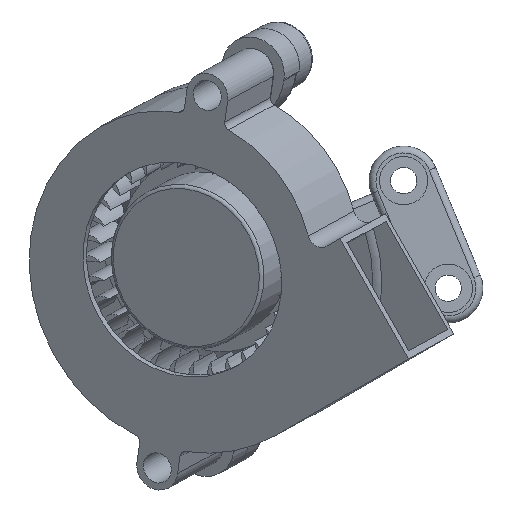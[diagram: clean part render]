
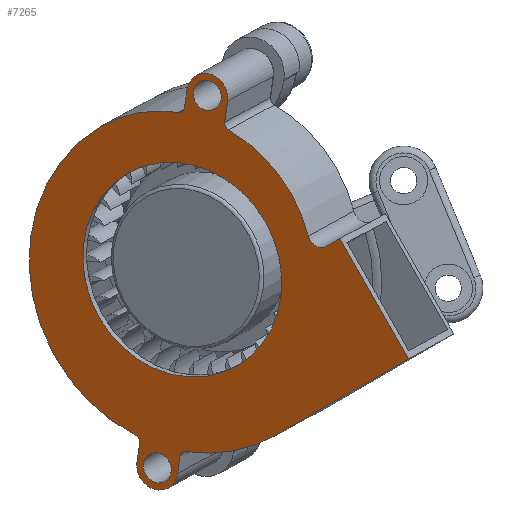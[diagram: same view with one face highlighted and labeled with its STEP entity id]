
A CAD part, front view. The second image highlights one B-rep face of the part: STEP entity #7265.
In plain terms, the highlighted face is planar.
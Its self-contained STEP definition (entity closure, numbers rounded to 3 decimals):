
#230=FACE_BOUND('',#1234,.T.);
#231=FACE_BOUND('',#1235,.T.);
#232=FACE_BOUND('',#1236,.T.);
#392=PLANE('',#8276);
#800=FACE_OUTER_BOUND('',#1233,.T.);
#1233=EDGE_LOOP('',(#6643,#6644,#6645,#6646,#6647,#6648,#6649,#6650,#6651,
#6652,#6653,#6654,#6655,#6656,#6657,#6658,#6659,#6660));
#1234=EDGE_LOOP('',(#6661,#6662));
#1235=EDGE_LOOP('',(#6663,#6664));
#1236=EDGE_LOOP('',(#6665,#6666));
#1636=LINE('',#14014,#2051);
#1640=LINE('',#14028,#2055);
#1641=LINE('',#14031,#2056);
#1644=LINE('',#14041,#2059);
#1646=LINE('',#14045,#2061);
#1649=LINE('',#14050,#2064);
#1653=LINE('',#14061,#2068);
#2051=VECTOR('',#10606,1000.);
#2055=VECTOR('',#10624,1000.);
#2056=VECTOR('',#10627,1000.);
#2059=VECTOR('',#10640,1000.);
#2061=VECTOR('',#10644,1000.);
#2064=VECTOR('',#10649,1000.);
#2068=VECTOR('',#10663,1000.);
#2626=CIRCLE('',#8229,2.25);
#2627=CIRCLE('',#8230,2.25);
#2628=CIRCLE('',#8232,2.25);
#2629=CIRCLE('',#8233,2.25);
#2630=CIRCLE('',#8235,22.068);
#2631=CIRCLE('',#8237,3.3);
#2632=CIRCLE('',#8239,1.);
#2635=CIRCLE('',#8243,16.);
#2636=CIRCLE('',#8244,16.);
#2640=CIRCLE('',#8254,3.3);
#2641=CIRCLE('',#8257,25.65);
#2642=CIRCLE('',#8259,22.068);
#2643=CIRCLE('',#8261,1.);
#2644=CIRCLE('',#8265,1.);
#2645=CIRCLE('',#8267,2.);
#2646=CIRCLE('',#8272,25.65);
#2647=CIRCLE('',#8274,1.);
#3331=VERTEX_POINT('',#13946);
#3332=VERTEX_POINT('',#13948);
#3333=VERTEX_POINT('',#13952);
#3334=VERTEX_POINT('',#13954);
#3335=VERTEX_POINT('',#13958);
#3336=VERTEX_POINT('',#13960);
#3337=VERTEX_POINT('',#13964);
#3338=VERTEX_POINT('',#13966);
#3339=VERTEX_POINT('',#13970);
#3340=VERTEX_POINT('',#13972);
#3343=VERTEX_POINT('',#13980);
#3344=VERTEX_POINT('',#13982);
#3351=VERTEX_POINT('',#14008);
#3352=VERTEX_POINT('',#14009);
#3353=VERTEX_POINT('',#14016);
#3354=VERTEX_POINT('',#14020);
#3355=VERTEX_POINT('',#14024);
#3356=VERTEX_POINT('',#14030);
#3357=VERTEX_POINT('',#14036);
#3358=VERTEX_POINT('',#14040);
#3359=VERTEX_POINT('',#14044);
#3360=VERTEX_POINT('',#14049);
#3361=VERTEX_POINT('',#14053);
#3362=VERTEX_POINT('',#14057);
#4409=EDGE_CURVE('',#3331,#3332,#2626,.T.);
#4410=EDGE_CURVE('',#3332,#3331,#2627,.T.);
#4412=EDGE_CURVE('',#3333,#3334,#2628,.T.);
#4413=EDGE_CURVE('',#3334,#3333,#2629,.T.);
#4415=EDGE_CURVE('',#3336,#3335,#2630,.T.);
#4418=EDGE_CURVE('',#3338,#3337,#2631,.T.);
#4421=EDGE_CURVE('',#3340,#3339,#2632,.T.);
#4426=EDGE_CURVE('',#3343,#3344,#2635,.T.);
#4427=EDGE_CURVE('',#3344,#3343,#2636,.T.);
#4439=EDGE_CURVE('',#3351,#3352,#2640,.T.);
#4442=EDGE_CURVE('',#3339,#3351,#1636,.T.);
#4443=EDGE_CURVE('',#3353,#3340,#2641,.T.);
#4445=EDGE_CURVE('',#3354,#3353,#2642,.T.);
#4447=EDGE_CURVE('',#3355,#3354,#2643,.T.);
#4449=EDGE_CURVE('',#3337,#3355,#1640,.T.);
#4450=EDGE_CURVE('',#3356,#3338,#1641,.T.);
#4452=EDGE_CURVE('',#3335,#3356,#2644,.T.);
#4453=EDGE_CURVE('',#3357,#3336,#2645,.T.);
#4455=EDGE_CURVE('',#3358,#3357,#1644,.T.);
#4457=EDGE_CURVE('',#3359,#3358,#1646,.T.);
#4460=EDGE_CURVE('',#3360,#3359,#1649,.T.);
#4462=EDGE_CURVE('',#3361,#3360,#2646,.T.);
#4464=EDGE_CURVE('',#3362,#3361,#2647,.T.);
#4466=EDGE_CURVE('',#3352,#3362,#1653,.T.);
#6643=ORIENTED_EDGE('',*,*,#4439,.T.);
#6644=ORIENTED_EDGE('',*,*,#4466,.T.);
#6645=ORIENTED_EDGE('',*,*,#4464,.T.);
#6646=ORIENTED_EDGE('',*,*,#4462,.T.);
#6647=ORIENTED_EDGE('',*,*,#4460,.T.);
#6648=ORIENTED_EDGE('',*,*,#4457,.T.);
#6649=ORIENTED_EDGE('',*,*,#4455,.T.);
#6650=ORIENTED_EDGE('',*,*,#4453,.T.);
#6651=ORIENTED_EDGE('',*,*,#4415,.T.);
#6652=ORIENTED_EDGE('',*,*,#4452,.T.);
#6653=ORIENTED_EDGE('',*,*,#4450,.T.);
#6654=ORIENTED_EDGE('',*,*,#4418,.T.);
#6655=ORIENTED_EDGE('',*,*,#4449,.T.);
#6656=ORIENTED_EDGE('',*,*,#4447,.T.);
#6657=ORIENTED_EDGE('',*,*,#4445,.T.);
#6658=ORIENTED_EDGE('',*,*,#4443,.T.);
#6659=ORIENTED_EDGE('',*,*,#4421,.T.);
#6660=ORIENTED_EDGE('',*,*,#4442,.T.);
#6661=ORIENTED_EDGE('',*,*,#4427,.F.);
#6662=ORIENTED_EDGE('',*,*,#4426,.F.);
#6663=ORIENTED_EDGE('',*,*,#4410,.F.);
#6664=ORIENTED_EDGE('',*,*,#4409,.F.);
#6665=ORIENTED_EDGE('',*,*,#4413,.F.);
#6666=ORIENTED_EDGE('',*,*,#4412,.F.);
#7265=ADVANCED_FACE('',(#800,#230,#231,#232),#392,.F.);
#8229=AXIS2_PLACEMENT_3D('',#13949,#10534,#10535);
#8230=AXIS2_PLACEMENT_3D('',#13950,#10536,#10537);
#8232=AXIS2_PLACEMENT_3D('',#13955,#10541,#10542);
#8233=AXIS2_PLACEMENT_3D('',#13956,#10543,#10544);
#8235=AXIS2_PLACEMENT_3D('',#13961,#10548,#10549);
#8237=AXIS2_PLACEMENT_3D('',#13967,#10554,#10555);
#8239=AXIS2_PLACEMENT_3D('',#13973,#10560,#10561);
#8243=AXIS2_PLACEMENT_3D('',#13983,#10570,#10571);
#8244=AXIS2_PLACEMENT_3D('',#13984,#10572,#10573);
#8254=AXIS2_PLACEMENT_3D('',#14010,#10600,#10601);
#8257=AXIS2_PLACEMENT_3D('',#14017,#10609,#10610);
#8259=AXIS2_PLACEMENT_3D('',#14021,#10614,#10615);
#8261=AXIS2_PLACEMENT_3D('',#14025,#10619,#10620);
#8265=AXIS2_PLACEMENT_3D('',#14034,#10631,#10632);
#8267=AXIS2_PLACEMENT_3D('',#14037,#10635,#10636);
#8272=AXIS2_PLACEMENT_3D('',#14054,#10653,#10654);
#8274=AXIS2_PLACEMENT_3D('',#14058,#10658,#10659);
#8276=AXIS2_PLACEMENT_3D('',#14062,#10664,#10665);
#10534=DIRECTION('center_axis',(0.,1.,0.));
#10535=DIRECTION('ref_axis',(0.,0.,1.));
#10536=DIRECTION('center_axis',(0.,1.,0.));
#10537=DIRECTION('ref_axis',(0.,0.,1.));
#10541=DIRECTION('center_axis',(0.,1.,0.));
#10542=DIRECTION('ref_axis',(0.,0.,1.));
#10543=DIRECTION('center_axis',(0.,1.,0.));
#10544=DIRECTION('ref_axis',(0.,0.,1.));
#10548=DIRECTION('center_axis',(0.,1.,0.));
#10549=DIRECTION('ref_axis',(0.,0.,-1.));
#10554=DIRECTION('center_axis',(0.,1.,0.));
#10555=DIRECTION('ref_axis',(0.,0.,-1.));
#10560=DIRECTION('center_axis',(0.,-1.,0.));
#10561=DIRECTION('ref_axis',(0.,0.,1.));
#10570=DIRECTION('center_axis',(0.,1.,0.));
#10571=DIRECTION('ref_axis',(0.,0.,1.));
#10572=DIRECTION('center_axis',(0.,1.,0.));
#10573=DIRECTION('ref_axis',(0.,0.,1.));
#10600=DIRECTION('center_axis',(0.,1.,0.));
#10601=DIRECTION('ref_axis',(0.,0.,-1.));
#10606=DIRECTION('',(-0.749,0.,-0.662));
#10609=DIRECTION('center_axis',(0.,1.,0.));
#10610=DIRECTION('ref_axis',(0.,0.,1.));
#10614=DIRECTION('center_axis',(0.,1.,0.));
#10615=DIRECTION('ref_axis',(0.,0.,-1.));
#10619=DIRECTION('center_axis',(0.,-1.,0.));
#10620=DIRECTION('ref_axis',(0.,0.,-1.));
#10624=DIRECTION('',(-0.749,0.,-0.662));
#10627=DIRECTION('',(0.749,0.,0.662));
#10631=DIRECTION('center_axis',(0.,-1.,0.));
#10632=DIRECTION('ref_axis',(0.,0.,1.));
#10635=DIRECTION('center_axis',(0.,-1.,0.));
#10636=DIRECTION('ref_axis',(0.,0.,1.));
#10640=DIRECTION('',(0.,0.,-1.));
#10644=DIRECTION('',(1.,0.,0.));
#10649=DIRECTION('',(0.,0.,1.));
#10653=DIRECTION('center_axis',(0.,1.,0.));
#10654=DIRECTION('ref_axis',(0.,0.,1.));
#10658=DIRECTION('center_axis',(0.,-1.,0.));
#10659=DIRECTION('ref_axis',(0.,0.,-1.));
#10663=DIRECTION('',(0.749,0.,0.662));
#10664=DIRECTION('center_axis',(0.,-1.,0.));
#10665=DIRECTION('ref_axis',(0.,0.,-1.));
#13946=CARTESIAN_POINT('',(20.,0.,15.75));
#13948=CARTESIAN_POINT('',(20.,0.,20.25));
#13949=CARTESIAN_POINT('Origin',(20.,0.,18.));
#13950=CARTESIAN_POINT('Origin',(20.,0.,18.));
#13952=CARTESIAN_POINT('',(-23.,0.,-22.25));
#13954=CARTESIAN_POINT('',(-23.,0.,-17.75));
#13955=CARTESIAN_POINT('Origin',(-23.,0.,-20.));
#13956=CARTESIAN_POINT('Origin',(-23.,0.,-20.));
#13958=CARTESIAN_POINT('',(14.152,0.,18.241));
#13960=CARTESIAN_POINT('',(-4.899,0.,21.048));
#13961=CARTESIAN_POINT('Origin',(1.732,0.,0.));
#13964=CARTESIAN_POINT('',(22.185,0.,15.527));
#13966=CARTESIAN_POINT('',(17.815,0.,20.473));
#13967=CARTESIAN_POINT('Origin',(20.,0.,18.));
#13970=CARTESIAN_POINT('',(-18.599,0.,-20.515));
#13972=CARTESIAN_POINT('',(-17.333,0.,-20.467));
#13973=CARTESIAN_POINT('Origin',(-17.937,0.,-21.264));
#13980=CARTESIAN_POINT('',(0.,0.,-16.));
#13982=CARTESIAN_POINT('',(0.,0.,16.));
#13983=CARTESIAN_POINT('Origin',(0.,0.,0.));
#13984=CARTESIAN_POINT('Origin',(0.,0.,0.));
#14008=CARTESIAN_POINT('',(-20.815,0.,-22.473));
#14009=CARTESIAN_POINT('',(-25.185,0.,-17.527));
#14010=CARTESIAN_POINT('Origin',(-23.,0.,-20.));
#14014=CARTESIAN_POINT('',(-20.815,0.,-22.473));
#14016=CARTESIAN_POINT('',(23.8,0.,0.));
#14017=CARTESIAN_POINT('Origin',(-1.85,0.,-0.017));
#14020=CARTESIAN_POINT('',(19.979,0.,12.411));
#14021=CARTESIAN_POINT('Origin',(1.732,0.,0.));
#14024=CARTESIAN_POINT('',(20.144,0.,13.723));
#14025=CARTESIAN_POINT('Origin',(20.806,0.,12.974));
#14028=CARTESIAN_POINT('',(22.185,0.,15.527));
#14030=CARTESIAN_POINT('',(15.377,0.,18.318));
#14031=CARTESIAN_POINT('',(17.815,0.,20.473));
#14034=CARTESIAN_POINT('Origin',(14.715,0.,19.068));
#14036=CARTESIAN_POINT('',(-7.5,0.,22.956));
#14037=CARTESIAN_POINT('Origin',(-5.5,0.,22.956));
#14040=CARTESIAN_POINT('',(-7.5,0.,25.4));
#14041=CARTESIAN_POINT('',(-7.5,0.,25.4));
#14044=CARTESIAN_POINT('',(-27.5,0.,25.4));
#14045=CARTESIAN_POINT('',(-27.5,0.,25.4));
#14049=CARTESIAN_POINT('',(-27.5,0.,0.));
#14050=CARTESIAN_POINT('',(-27.5,0.,25.4));
#14053=CARTESIAN_POINT('',(-23.043,0.,-14.466));
#14054=CARTESIAN_POINT('Origin',(-1.85,0.,-0.017));
#14057=CARTESIAN_POINT('',(-23.207,0.,-15.779));
#14058=CARTESIAN_POINT('Origin',(-23.869,0.,-15.03));
#14061=CARTESIAN_POINT('',(-25.185,0.,-17.527));
#14062=CARTESIAN_POINT('Origin',(-23.,0.,-20.));
